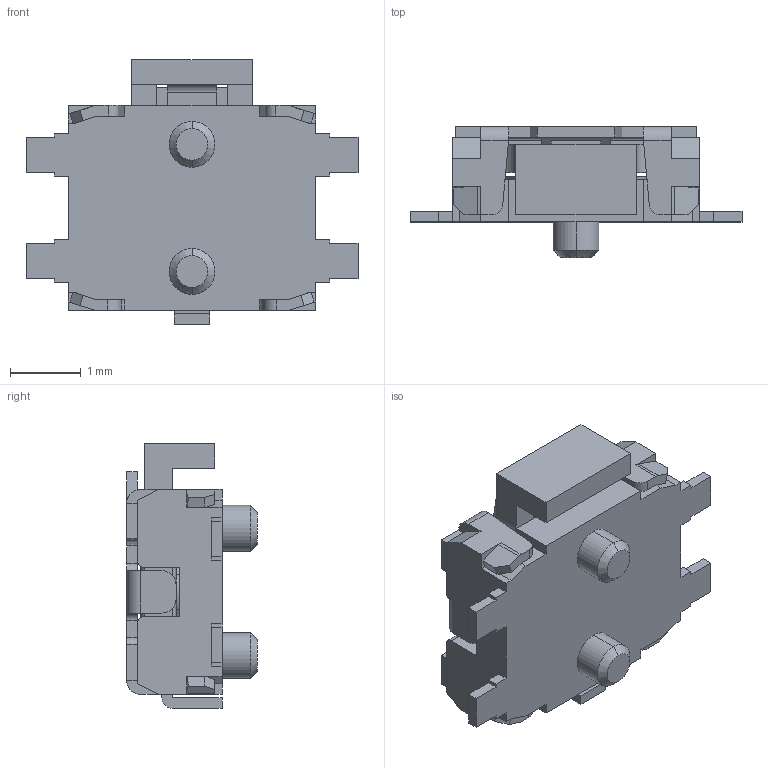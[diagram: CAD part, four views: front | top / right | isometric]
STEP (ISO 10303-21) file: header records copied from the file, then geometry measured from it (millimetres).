
FILE_DESCRIPTION (( 'STEP AP214' ), '1' );
FILE_NAME ('PTS840GKSMTRLFS.STEP', '2022-11-22T18:47:31', ( '' ), ( '' ), 'SwSTEP 2.0', 'SolidWorks 2022', '' );
FILE_SCHEMA (( 'AUTOMOTIVE_DESIGN' ));
Length unit declared in the file: millimetre
Products named in the file (1): PTS840GKSMTRLFS
Bounding box: 4.7 x 1.85 x 3.75 mm (x, y, z)
Volume: 10.5 mm3; surface area: 99.5 mm2
Topology: 1 solids, 1 shells, 345 faces, 1005 edges, 649 vertices
Faces by surface type: plane 243, cylinder 88, bspline 8, cone 4, sphere 2
Entity records: 11623 total; most frequent: CARTESIAN_POINT 2362, ORIENTED_EDGE 2010, DIRECTION 1830, EDGE_CURVE 1005, LINE 798, VECTOR 798, VERTEX_POINT 649, AXIS2_PLACEMENT_3D 516
